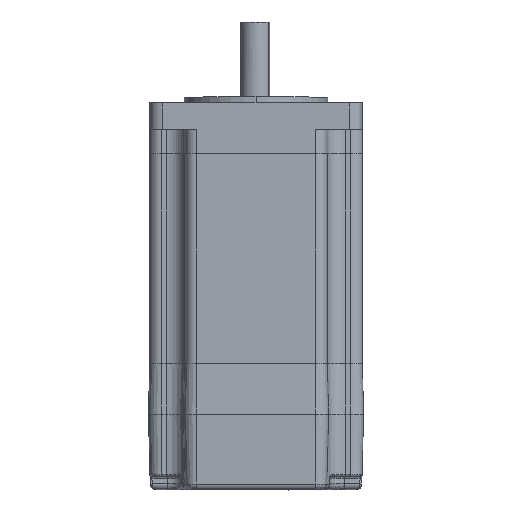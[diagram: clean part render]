
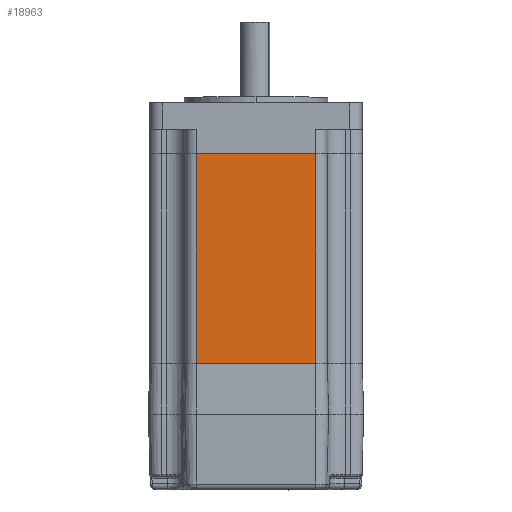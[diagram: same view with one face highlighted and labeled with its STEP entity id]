
A CAD part, top view. The second image highlights one B-rep face of the part: STEP entity #18963.
In plain terms, the highlighted planar face has unit normal (0, 0, 1).
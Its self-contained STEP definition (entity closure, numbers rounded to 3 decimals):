
#595 = EDGE_CURVE ( 'NONE', #20031, #16782, #12650, .T. ) ;
#2209 = CARTESIAN_POINT ( 'NONE',  ( 27.939, -11.96, 8.356 ) ) ;
#2746 = LINE ( 'NONE', #17262, #14793 ) ;
#2848 = CARTESIAN_POINT ( 'NONE',  ( 27.939, -9.46, 8.356 ) ) ;
#3488 = ORIENTED_EDGE ( 'NONE', *, *, #10255, .F. ) ;
#4617 = EDGE_LOOP ( 'NONE', ( #3488, #8283, #18745, #12774 ) ) ;
#4818 = DIRECTION ( 'NONE',  ( 0., 1., 0. ) ) ;
#5775 = LINE ( 'NONE', #13284, #15353 ) ;
#6293 = VERTEX_POINT ( 'NONE', #24387 ) ;
#6667 = PLANE ( 'NONE',  #18176 ) ;
#8150 = CARTESIAN_POINT ( 'NONE',  ( 27.939, -9.46, 8.356 ) ) ;
#8283 = ORIENTED_EDGE ( 'NONE', *, *, #595, .F. ) ;
#9738 = EDGE_CURVE ( 'NONE', #6293, #23847, #2746, .T. ) ;
#10255 = EDGE_CURVE ( 'NONE', #16782, #23847, #5775, .T. ) ;
#11230 = FACE_OUTER_BOUND ( 'NONE', #4617, .T. ) ;
#11908 = DIRECTION ( 'NONE',  ( -1., 0., 0. ) ) ;
#12650 = LINE ( 'NONE', #2209, #22284 ) ;
#12774 = ORIENTED_EDGE ( 'NONE', *, *, #9738, .T. ) ;
#13284 = CARTESIAN_POINT ( 'NONE',  ( -3.661, -9.46, 8.356 ) ) ;
#13304 = VECTOR ( 'NONE', #21626, 1000. ) ;
#14769 = EDGE_CURVE ( 'NONE', #6293, #20031, #23559, .T. ) ;
#14793 = VECTOR ( 'NONE', #22904, 1000. ) ;
#15353 = VECTOR ( 'NONE', #24994, 1000. ) ;
#16296 = DIRECTION ( 'NONE',  ( 0., 0., -1. ) ) ;
#16782 = VERTEX_POINT ( 'NONE', #21159 ) ;
#17262 = CARTESIAN_POINT ( 'NONE',  ( -3.661, 43.54, 8.356 ) ) ;
#18176 = AXIS2_PLACEMENT_3D ( 'NONE', #2848, #16296, #4818 ) ;
#18347 = CARTESIAN_POINT ( 'NONE',  ( -3.661, 43.54, 8.356 ) ) ;
#18745 = ORIENTED_EDGE ( 'NONE', *, *, #14769, .F. ) ;
#18963 = ADVANCED_FACE ( 'NONE', ( #11230 ), #6667, .F. ) ;
#20031 = VERTEX_POINT ( 'NONE', #24652 ) ;
#21159 = CARTESIAN_POINT ( 'NONE',  ( -3.661, -11.96, 8.356 ) ) ;
#21626 = DIRECTION ( 'NONE',  ( 0., -1., 0. ) ) ;
#22284 = VECTOR ( 'NONE', #11908, 1000. ) ;
#22904 = DIRECTION ( 'NONE',  ( -1., 0., 0. ) ) ;
#23559 = LINE ( 'NONE', #8150, #13304 ) ;
#23847 = VERTEX_POINT ( 'NONE', #18347 ) ;
#24387 = CARTESIAN_POINT ( 'NONE',  ( 27.939, 43.54, 8.356 ) ) ;
#24652 = CARTESIAN_POINT ( 'NONE',  ( 27.939, -11.96, 8.356 ) ) ;
#24994 = DIRECTION ( 'NONE',  ( 0., 1., 0. ) ) ;
